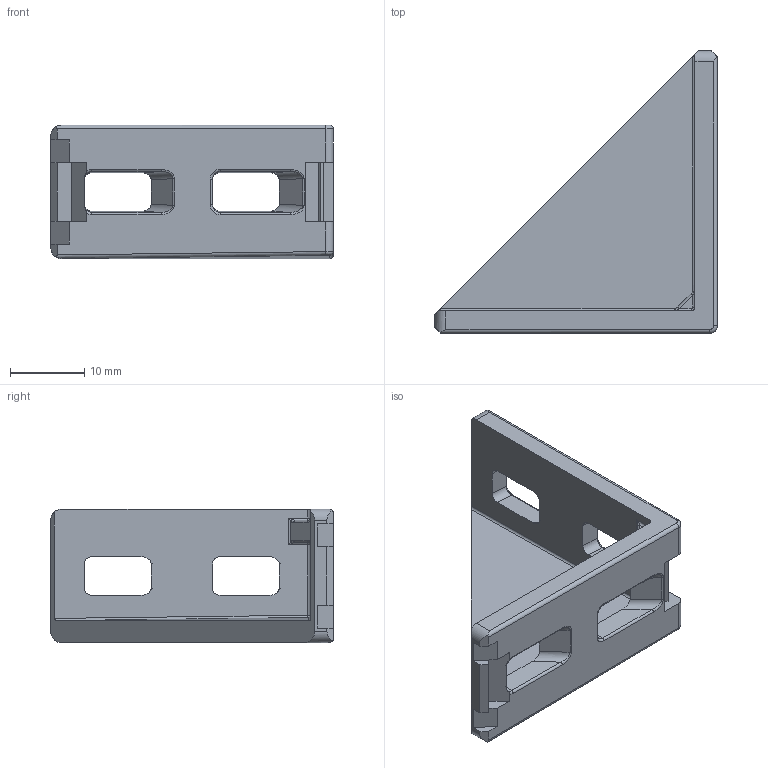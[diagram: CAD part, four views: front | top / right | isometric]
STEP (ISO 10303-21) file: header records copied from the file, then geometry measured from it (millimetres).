
FILE_DESCRIPTION (( 'STEP AP214' ), '1' );
FILE_NAME ('093w202.STEP', '2014-08-20T10:46:51', ( '' ), ( '' ), 'SwSTEP 2.0', 'SolidWorks 2014', '' );
FILE_SCHEMA (( 'AUTOMOTIVE_DESIGN' ));
Length unit declared in the file: millimetre
Products named in the file (1): 093w202
Bounding box: 38 x 38 x 18 mm (x, y, z)
Volume: 4845.8 mm3; surface area: 4156.7 mm2
Topology: 1 solids, 1 shells, 148 faces, 394 edges, 242 vertices
Faces by surface type: plane 62, cylinder 53, bspline 30, torus 3
Entity records: 5032 total; most frequent: CARTESIAN_POINT 1723, ORIENTED_EDGE 780, DIRECTION 585, EDGE_CURVE 390, VERTEX_POINT 242, VECTOR 225, LINE 225, AXIS2_PLACEMENT_3D 180
